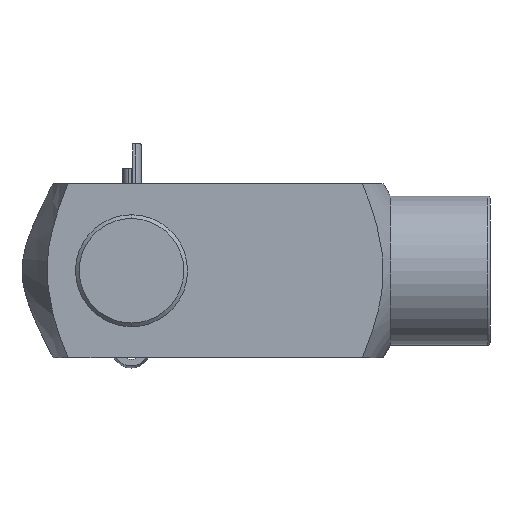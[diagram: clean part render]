
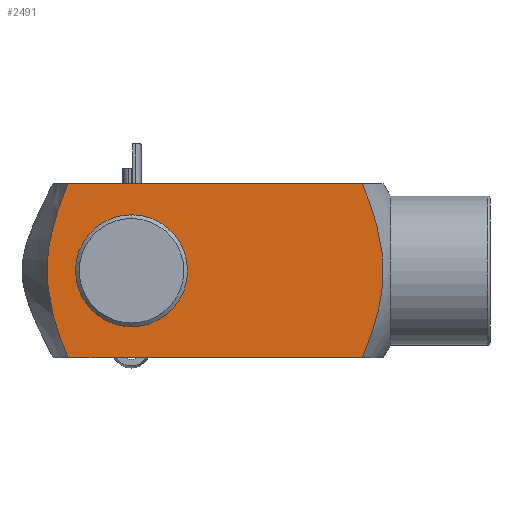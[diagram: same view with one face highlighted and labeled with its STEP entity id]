
A CAD part, left-side view. The second image highlights one B-rep face of the part: STEP entity #2491.
In plain terms, the highlighted planar face has unit normal (-1, 0, 0).
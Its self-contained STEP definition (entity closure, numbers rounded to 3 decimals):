
#40 = CARTESIAN_POINT ( 'NONE',  ( 19.025, 71.257, 71.5 ) ) ;
#57 = CIRCLE ( 'NONE', #1371, 17.5 ) ;
#94 = CARTESIAN_POINT ( 'NONE',  ( 19.025, 189.526, 1.5 ) ) ;
#145 = LINE ( 'NONE', #2515, #1747 ) ;
#155 = FACE_OUTER_BOUND ( 'NONE', #723, .T. ) ;
#184 = DIRECTION ( 'NONE',  ( 0., -1., 0. ) ) ;
#273 = CARTESIAN_POINT ( 'NONE',  ( 19.025, 189.526, 71.5 ) ) ;
#443 = CARTESIAN_POINT ( 'NONE',  ( 19.025, 60., 111.5 ) ) ;
#486 = CARTESIAN_POINT ( 'NONE',  ( 19.025, 71.257, 71.5 ) ) ;
#627 = AXIS2_PLACEMENT_3D ( 'NONE', #443, #2407, #2246 ) ;
#691 = CARTESIAN_POINT ( 'NONE',  ( 19.025, 56.968, 36.5 ) ) ;
#712 = DIRECTION ( 'NONE',  ( 1., 0., 0. ) ) ;
#723 = EDGE_LOOP ( 'NONE', ( #2083, #1538, #1853, #2182 ) ) ;
#740 = DIRECTION ( 'NONE',  ( 0., 1., 0. ) ) ;
#764 = CARTESIAN_POINT ( 'NONE',  ( 19.025, 189.526, 71.5 ) ) ;
#765 = CARTESIAN_POINT ( 'NONE',  ( 19.025, 71.257, 1.5 ) ) ;
#767 = VERTEX_POINT ( 'NONE', #765 ) ;
#788 = AXIS2_PLACEMENT_3D ( 'NONE', #1150, #1940, #1994 ) ;
#955 = CARTESIAN_POINT ( 'NONE',  ( 19.025, 164., 19. ) ) ;
#960 = EDGE_CURVE ( 'NONE', #1806, #1369, #1272, .T. ) ;
#1042 = PLANE ( 'NONE',  #627 ) ;
#1044 = CARTESIAN_POINT ( 'NONE',  ( 19.025, 203.815, 36.5 ) ) ;
#1093 = VERTEX_POINT ( 'NONE', #486 ) ;
#1150 = CARTESIAN_POINT ( 'NONE',  ( 19.025, 164., 36.5 ) ) ;
#1272 =( BOUNDED_CURVE ( )  B_SPLINE_CURVE ( 2, ( #273, #1044, #1277 ),
 .UNSPECIFIED., .F., .T. ) 
 B_SPLINE_CURVE_WITH_KNOTS ( ( 3, 3 ),
 ( -44.272, -15.89 ),
 .UNSPECIFIED. ) 
 CURVE ( )  GEOMETRIC_REPRESENTATION_ITEM ( )  RATIONAL_B_SPLINE_CURVE ( ( 3.616, 5.114, 3.616 ) ) 
 REPRESENTATION_ITEM ( '' )  );
#1277 = CARTESIAN_POINT ( 'NONE',  ( 19.025, 189.526, 1.5 ) ) ;
#1285 = ORIENTED_EDGE ( 'NONE', *, *, #1832, .T. ) ;
#1369 = VERTEX_POINT ( 'NONE', #94 ) ;
#1371 = AXIS2_PLACEMENT_3D ( 'NONE', #1676, #712, #2468 ) ;
#1374 = EDGE_CURVE ( 'NONE', #2001, #1971, #57, .T. ) ;
#1406 = EDGE_LOOP ( 'NONE', ( #1285, #2532 ) ) ;
#1463 =( BOUNDED_CURVE ( )  B_SPLINE_CURVE ( 2, ( #2078, #691, #40 ),
 .UNSPECIFIED., .F., .F. ) 
 B_SPLINE_CURVE_WITH_KNOTS ( ( 3, 3 ),
 ( 16.589, 45.951 ),
 .UNSPECIFIED. ) 
 CURVE ( )  GEOMETRIC_REPRESENTATION_ITEM ( )  RATIONAL_B_SPLINE_CURVE ( ( 3.738, 5.286, 3.738 ) ) 
 REPRESENTATION_ITEM ( '' )  );
#1496 = EDGE_CURVE ( 'NONE', #767, #1093, #1463, .T. ) ;
#1538 = ORIENTED_EDGE ( 'NONE', *, *, #2062, .T. ) ;
#1547 = FACE_BOUND ( 'NONE', #1406, .T. ) ;
#1563 = CARTESIAN_POINT ( 'NONE',  ( 19.025, 189.526, 1.5 ) ) ;
#1651 = EDGE_CURVE ( 'NONE', #1369, #767, #1973, .T. ) ;
#1676 = CARTESIAN_POINT ( 'NONE',  ( 19.025, 164., 36.5 ) ) ;
#1747 = VECTOR ( 'NONE', #740, 1000. ) ;
#1806 = VERTEX_POINT ( 'NONE', #764 ) ;
#1832 = EDGE_CURVE ( 'NONE', #1971, #2001, #2450, .T. ) ;
#1853 = ORIENTED_EDGE ( 'NONE', *, *, #960, .T. ) ;
#1940 = DIRECTION ( 'NONE',  ( 1., 0., 0. ) ) ;
#1971 = VERTEX_POINT ( 'NONE', #2311 ) ;
#1973 = LINE ( 'NONE', #1563, #2488 ) ;
#1994 = DIRECTION ( 'NONE',  ( 0., 0., 1. ) ) ;
#2001 = VERTEX_POINT ( 'NONE', #955 ) ;
#2062 = EDGE_CURVE ( 'NONE', #1093, #1806, #145, .T. ) ;
#2078 = CARTESIAN_POINT ( 'NONE',  ( 19.025, 71.257, 1.5 ) ) ;
#2083 = ORIENTED_EDGE ( 'NONE', *, *, #1496, .T. ) ;
#2182 = ORIENTED_EDGE ( 'NONE', *, *, #1651, .T. ) ;
#2246 = DIRECTION ( 'NONE',  ( 0., 0., 1. ) ) ;
#2311 = CARTESIAN_POINT ( 'NONE',  ( 19.025, 164., 54. ) ) ;
#2407 = DIRECTION ( 'NONE',  ( -1., 0., 0. ) ) ;
#2450 = CIRCLE ( 'NONE', #788, 17.5 ) ;
#2468 = DIRECTION ( 'NONE',  ( 0., 0., 1. ) ) ;
#2488 = VECTOR ( 'NONE', #184, 1000. ) ;
#2491 = ADVANCED_FACE ( 'NONE', ( #155, #1547 ), #1042, .T. ) ;
#2515 = CARTESIAN_POINT ( 'NONE',  ( 19.025, 71.257, 71.5 ) ) ;
#2532 = ORIENTED_EDGE ( 'NONE', *, *, #1374, .T. ) ;
